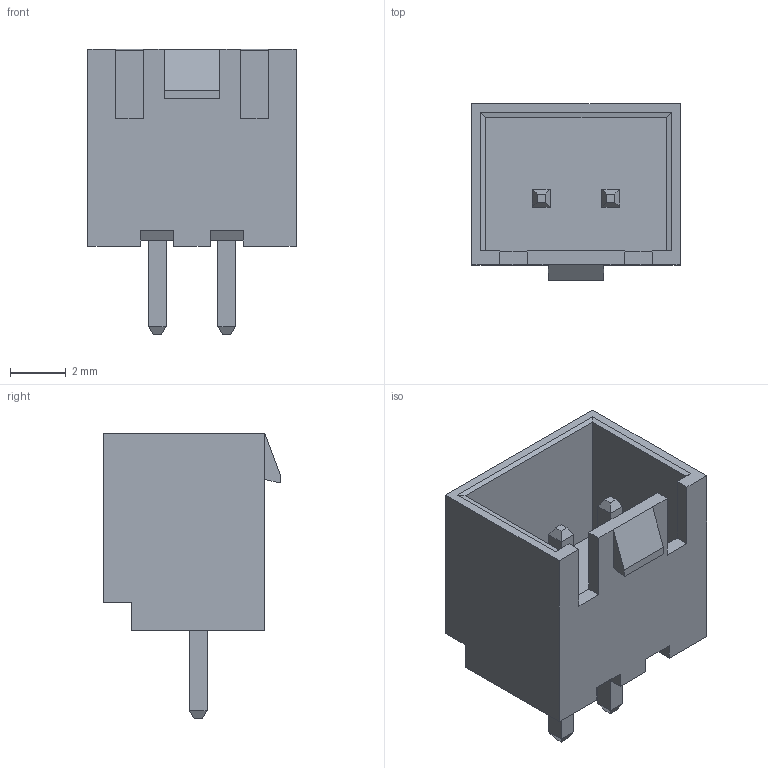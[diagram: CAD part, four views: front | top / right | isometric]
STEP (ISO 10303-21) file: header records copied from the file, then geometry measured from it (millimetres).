
FILE_DESCRIPTION (( 'STEP AP214' ), '1' );
FILE_NAME ('CONN-TH_2P-P2.50_HC-XHB-2A.step', '2022-07-29T15:54:32', ( '' ), ( '' ), 'SwSTEP 2.0', 'SolidWorks 2020', '' );
FILE_SCHEMA (( 'AUTOMOTIVE_DESIGN' ));
Length unit declared in the file: millimetre
Products named in the file (1): CONN-TH_2P-P2.50_HC-XHB-2A
Bounding box: 7.5 x 6.35 x 10.3 mm (x, y, z)
Volume: 146.4 mm3; surface area: 424.9 mm2
Topology: 14 solids, 14 shells, 366 faces, 961 edges, 634 vertices
Faces by surface type: plane 254, bspline 112
Entity records: 16518 total; most frequent: CARTESIAN_POINT 4066, ORIENTED_EDGE 1922, DIRECTION 1243, EDGE_CURVE 961, VECTOR 733, LINE 733, VERTEX_POINT 634, EDGE_LOOP 389
